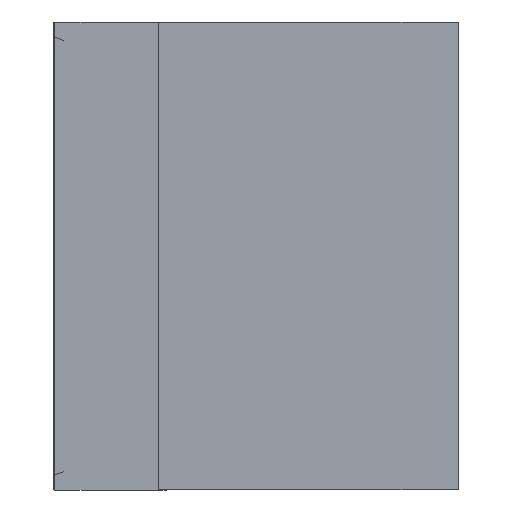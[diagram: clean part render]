
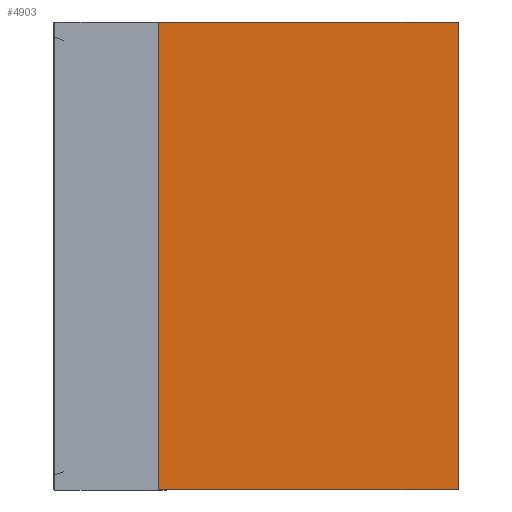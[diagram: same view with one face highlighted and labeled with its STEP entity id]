
A CAD part, left-side view. The second image highlights one B-rep face of the part: STEP entity #4903.
In plain terms, the highlighted planar face has unit normal (-1, 0, 0).
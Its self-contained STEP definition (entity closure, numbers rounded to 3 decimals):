
#409 = CARTESIAN_POINT ( 'NONE',  ( 2., -1., -771.106 ) ) ;
#2554 = CARTESIAN_POINT ( 'NONE',  ( 2., 300., -771.106 ) ) ;
#2840 = EDGE_CURVE ( 'NONE', #4815, #18939, #22711, .T. ) ;
#2999 = EDGE_CURVE ( 'NONE', #18939, #22651, #27991, .T. ) ;
#3953 = CARTESIAN_POINT ( 'NONE',  ( 2., 300., -771.106 ) ) ;
#4343 = ORIENTED_EDGE ( 'NONE', *, *, #9718, .T. ) ;
#4815 = VERTEX_POINT ( 'NONE', #14426 ) ;
#4903 = ADVANCED_FACE ( 'NONE', ( #15136 ), #24117, .T. ) ;
#5871 = DIRECTION ( 'NONE',  ( 0., 1., 0. ) ) ;
#7809 = CARTESIAN_POINT ( 'NONE',  ( 2., 300., 0. ) ) ;
#8631 = VECTOR ( 'NONE', #9329, 1000. ) ;
#9329 = DIRECTION ( 'NONE',  ( 0., 0., 1. ) ) ;
#9718 = EDGE_CURVE ( 'NONE', #20773, #22651, #20543, .T. ) ;
#11493 = DIRECTION ( 'NONE',  ( 0., 0., 1. ) ) ;
#12517 = ORIENTED_EDGE ( 'NONE', *, *, #2999, .F. ) ;
#12923 = DIRECTION ( 'NONE',  ( -1., 0., 0. ) ) ;
#13720 = VECTOR ( 'NONE', #16804, 1000. ) ;
#14426 = CARTESIAN_POINT ( 'NONE',  ( 2., 300., -470. ) ) ;
#15119 = CARTESIAN_POINT ( 'NONE',  ( 2., -1., 0. ) ) ;
#15136 = FACE_OUTER_BOUND ( 'NONE', #27757, .T. ) ;
#16804 = DIRECTION ( 'NONE',  ( 0., -1., 0. ) ) ;
#17061 = LINE ( 'NONE', #26050, #25661 ) ;
#17313 = CARTESIAN_POINT ( 'NONE',  ( 2., 300., 0. ) ) ;
#18939 = VERTEX_POINT ( 'NONE', #17313 ) ;
#19134 = CARTESIAN_POINT ( 'NONE',  ( 2., -1., -470. ) ) ;
#19563 = ORIENTED_EDGE ( 'NONE', *, *, #26130, .F. ) ;
#20543 = LINE ( 'NONE', #409, #8631 ) ;
#20773 = VERTEX_POINT ( 'NONE', #19134 ) ;
#21913 = DIRECTION ( 'NONE',  ( 0., -1., 0. ) ) ;
#22651 = VERTEX_POINT ( 'NONE', #15119 ) ;
#22711 = LINE ( 'NONE', #2554, #24055 ) ;
#23955 = ORIENTED_EDGE ( 'NONE', *, *, #2840, .F. ) ;
#24055 = VECTOR ( 'NONE', #11493, 1000. ) ;
#24117 = PLANE ( 'NONE',  #27881 ) ;
#25661 = VECTOR ( 'NONE', #5871, 1000. ) ;
#26050 = CARTESIAN_POINT ( 'NONE',  ( 2., 300., -470. ) ) ;
#26130 = EDGE_CURVE ( 'NONE', #20773, #4815, #17061, .T. ) ;
#27757 = EDGE_LOOP ( 'NONE', ( #19563, #4343, #12517, #23955 ) ) ;
#27881 = AXIS2_PLACEMENT_3D ( 'NONE', #3953, #12923, #21913 ) ;
#27991 = LINE ( 'NONE', #7809, #13720 ) ;
